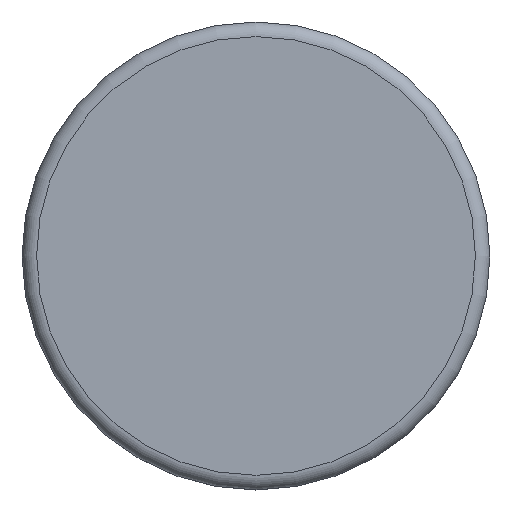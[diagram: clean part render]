
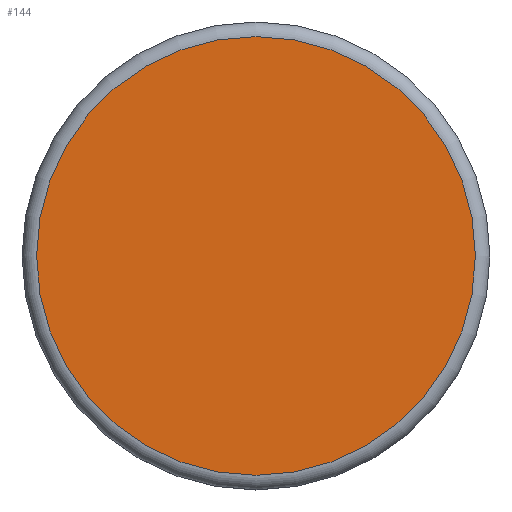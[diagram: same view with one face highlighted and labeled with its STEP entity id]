
A CAD part, top view. The second image highlights one B-rep face of the part: STEP entity #144.
In plain terms, the highlighted planar face has unit normal (0, 0, 1).
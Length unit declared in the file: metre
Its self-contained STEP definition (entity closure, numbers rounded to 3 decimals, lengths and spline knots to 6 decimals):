
#28=PLANE('',#176);
#36=CIRCLE('',#177,0.002977);
#46=ORIENTED_EDGE('',*,*,#70,.T.);
#70=EDGE_CURVE('',#82,#82,#36,.T.);
#82=VERTEX_POINT('',#274);
#98=EDGE_LOOP('',(#46));
#122=FACE_BOUND('',#98,.T.);
#144=ADVANCED_FACE('',(#122),#28,.T.);
#176=AXIS2_PLACEMENT_3D('',#272,#207,#208);
#177=AXIS2_PLACEMENT_3D('',#273,#209,#210);
#207=DIRECTION('',(0.,0.,1.));
#208=DIRECTION('',(1.,0.,0.));
#209=DIRECTION('',(0.,0.,1.));
#210=DIRECTION('',(1.,0.,0.));
#272=CARTESIAN_POINT('',(0.,0.,0.013462));
#273=CARTESIAN_POINT('',(0.,0.,0.013462));
#274=CARTESIAN_POINT('',(0.002977,0.,0.013462));
